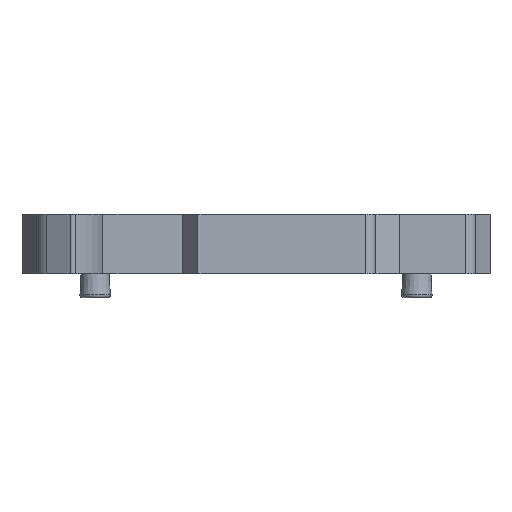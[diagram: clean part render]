
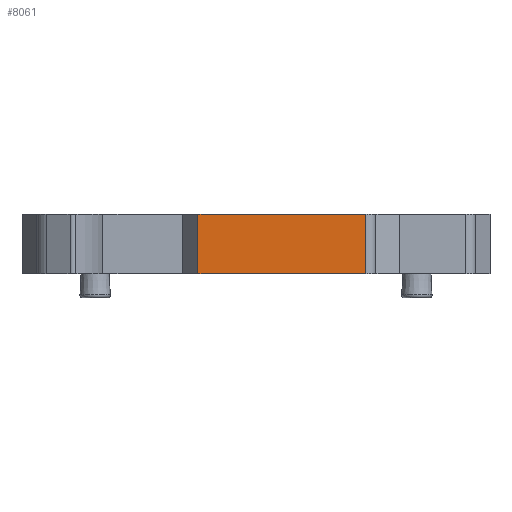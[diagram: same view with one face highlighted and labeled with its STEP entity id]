
A CAD part, front view. The second image highlights one B-rep face of the part: STEP entity #8061.
In plain terms, the highlighted planar face has unit normal (0, -1, 0).
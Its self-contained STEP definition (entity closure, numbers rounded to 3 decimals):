
#51=DIRECTION('',(1.,0.,0.));
#52=VECTOR('',#51,17.21);
#53=CARTESIAN_POINT('',(-5.95,-45.5,0.));
#54=LINE('',#53,#52);
#1325=DIRECTION('',(1.,0.,0.));
#1326=VECTOR('',#1325,17.21);
#1327=CARTESIAN_POINT('',(-5.95,-45.5,-6.1));
#1328=LINE('',#1327,#1326);
#2885=DIRECTION('',(0.,0.,1.));
#2886=VECTOR('',#2885,6.1);
#2887=CARTESIAN_POINT('',(11.26,-45.5,-6.1));
#2888=LINE('',#2887,#2886);
#2889=DIRECTION('',(0.,0.,1.));
#2890=VECTOR('',#2889,6.1);
#2891=CARTESIAN_POINT('',(-5.95,-45.5,-6.1));
#2892=LINE('',#2891,#2890);
#3949=CARTESIAN_POINT('',(11.26,-45.5,0.));
#3950=VERTEX_POINT('',#3949);
#3951=CARTESIAN_POINT('',(-5.95,-45.5,0.));
#3953=VERTEX_POINT('',#3951);
#3975=CARTESIAN_POINT('',(11.26,-45.5,-6.1));
#3976=VERTEX_POINT('',#3975);
#3977=CARTESIAN_POINT('',(-5.95,-45.5,-6.1));
#3979=VERTEX_POINT('',#3977);
#8049=CARTESIAN_POINT('',(-24.,-45.5,0.));
#8050=DIRECTION('',(0.,-1.,0.));
#8051=DIRECTION('',(1.,0.,0.));
#8052=AXIS2_PLACEMENT_3D('',#8049,#8050,#8051);
#8053=PLANE('',#8052);
#8055=ORIENTED_EDGE('',*,*,#8054,.F.);
#8056=ORIENTED_EDGE('',*,*,#5264,.F.);
#8057=ORIENTED_EDGE('',*,*,#8042,.T.);
#8058=ORIENTED_EDGE('',*,*,#4070,.T.);
#8059=EDGE_LOOP('',(#8055,#8056,#8057,#8058));
#8060=FACE_OUTER_BOUND('',#8059,.F.);
#8061=ADVANCED_FACE('',(#8060),#8053,.T.);
#4070=EDGE_CURVE('',#3953,#3950,#54,.T.);
#5264=EDGE_CURVE('',#3979,#3976,#1328,.T.);
#8042=EDGE_CURVE('',#3979,#3953,#2892,.T.);
#8054=EDGE_CURVE('',#3976,#3950,#2888,.T.);
